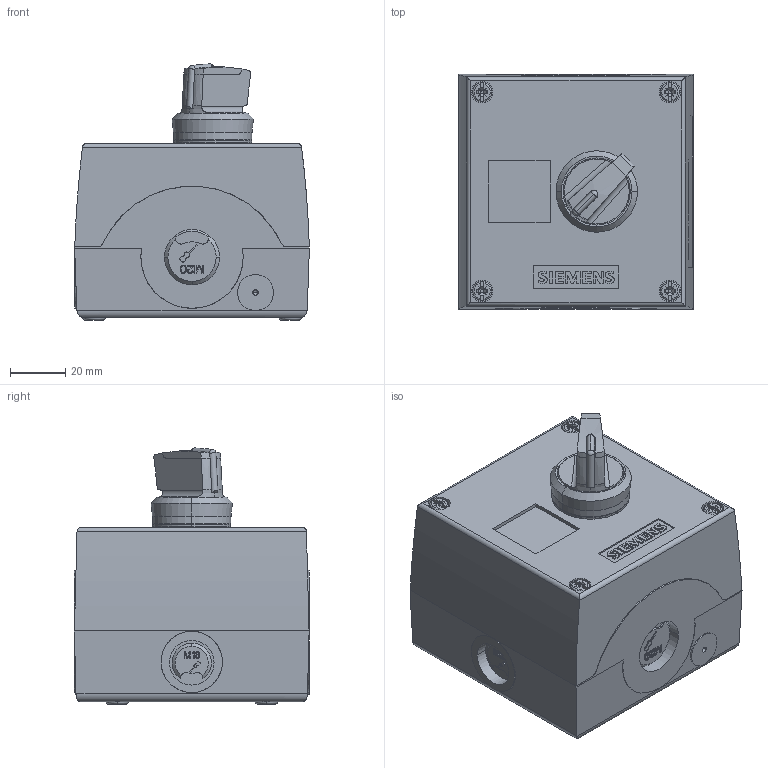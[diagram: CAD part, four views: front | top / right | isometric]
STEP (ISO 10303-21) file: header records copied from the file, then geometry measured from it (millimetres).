
FILE_DESCRIPTION(('STEP AP214'),'1');
FILE_NAME('cctmp_CB347E14-6D73-47A8-8666-84204F146CC0_2023_07_21_16_15_17_0378..stp','2023-07-21T14:15:18',('SIEMENS A&D'),('CADClick - www.CADClick.com'),'Spatial InterOp 3D postprocessed',' ','unknown authorization');
FILE_SCHEMA(('AUTOMOTIVE_DESIGN'));
Length unit declared in the file: millimetre
Products named in the file (3): cc_unnamed; 2023_07_21_16_15_17_0304; 2023_07_21_16_15_17_0300
Assembly tree (2 placements, depth 2):
  cc_unnamed
    2023_07_21_16_15_17_0304
    2023_07_21_16_15_17_0300
Bounding box: 85.06 x 85.2 x 92.8 mm (x, y, z)
Volume: 413342.1 mm3; surface area: 60174.9 mm2
Topology: 2 solids, 4 shells, 1454 faces, 4000 edges, 2645 vertices
Faces by surface type: plane 975, cylinder 315, extrusion 90, cone 46, torus 18, bspline 6, sphere 4
Entity records: 59502 total; most frequent: CARTESIAN_POINT 13633, ORIENTED_EDGE 7988, DIRECTION 6998, EDGE_CURVE 3994, VECTOR 2906, LINE 2816, VERTEX_POINT 2645, STYLED_ITEM 2640
